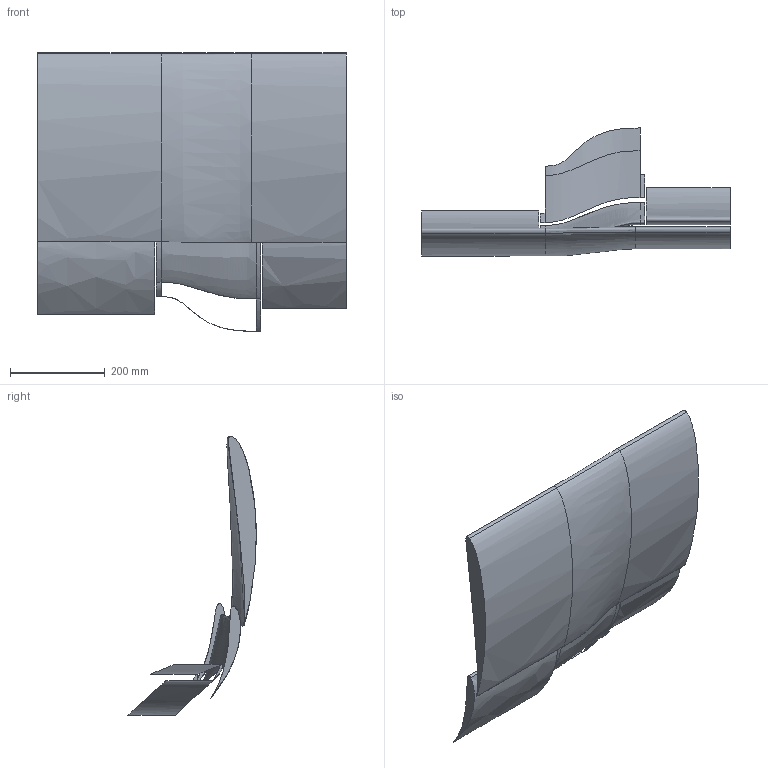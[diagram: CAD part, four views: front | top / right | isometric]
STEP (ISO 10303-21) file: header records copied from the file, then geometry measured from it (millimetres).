
FILE_DESCRIPTION(/* description */ (''),/* implementation_level */ '2;1');
FILE_NAME(/* name */ 'FRONTW~1',/* time_stamp */ '2024-01-08T19:08:26+08:00',/* author */ (''),/* organization */ (''),/* preprocessor_version */ 'ST-DEVELOPER v16.5',/* originating_system */ '',/* authorisation */ '');
FILE_SCHEMA (('CONFIG_CONTROL_DESIGN'));
Length unit declared in the file: millimetre
Products named in the file (1): Document
Bounding box: 650 x 270.96 x 587.5 mm (x, y, z)
Volume: 8631952 mm3; surface area: 850412.6 mm2
Topology: 4 solids, 8 shells, 32 faces, 60 edges, 40 vertices
Faces by surface type: bspline 23, plane 9
Entity records: 18407 total; most frequent: CARTESIAN_POINT 17882, ORIENTED_EDGE 108, EDGE_CURVE 60, B_SPLINE_CURVE_WITH_KNOTS 60, VERTEX_POINT 40, ADVANCED_FACE 32, FACE_OUTER_BOUND 32, EDGE_LOOP 32
